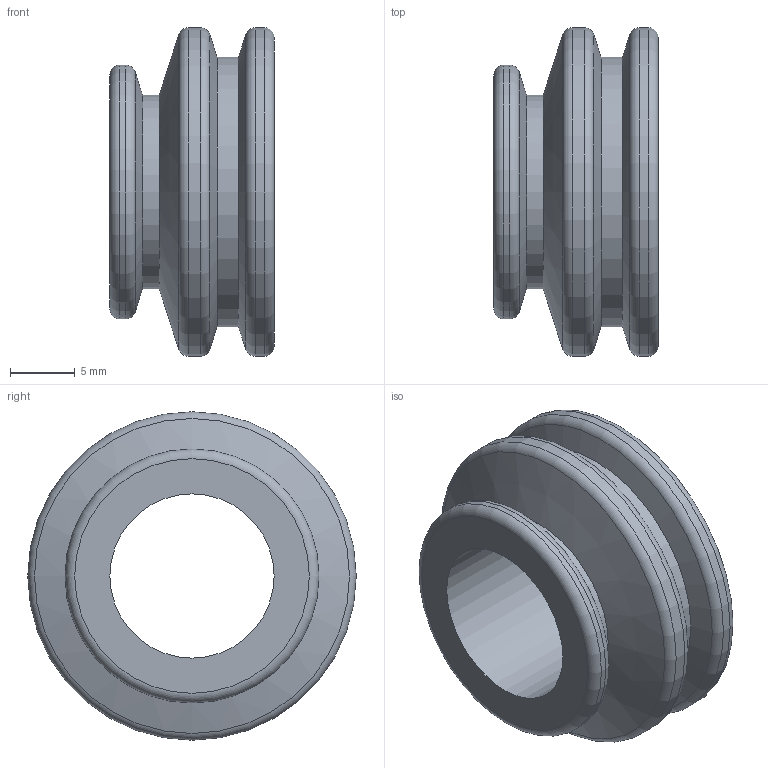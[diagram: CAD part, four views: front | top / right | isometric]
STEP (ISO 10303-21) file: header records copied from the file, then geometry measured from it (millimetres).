
FILE_DESCRIPTION(/* description */ (''),/* implementation_level */ '2;1');
FILE_NAME(/* name */ 'UCF Pulley Assembly.UpperPulleyAssembly.DoublePulleyAssembly.DoublePulley.step',/* time_stamp */ '2020-09-18T14:06:26-07:00',/* author */ (''),/* organization */ (''),/* preprocessor_version */ 'ST-DEVELOPER v18.1',/* originating_system */ 'Autodesk Translation Framework v9.3.0.1241',/* authorisation */ '');
FILE_SCHEMA (('AUTOMOTIVE_DESIGN { 1 0 10303 214 3 1 1 }'));
Length unit declared in the file: inch
Products named in the file (1): DoublePulley
Bounding box: 12.7 x 25.4 x 25.4 mm (x, y, z)
Volume: 3099.3 mm3; surface area: 2403.3 mm2
Topology: 1 solids, 1 shells, 18 faces, 44 edges, 28 vertices
Faces by surface type: torus 6, cylinder 6, cone 4, plane 2
Full cylindrical faces by diameter (mm): 12.7 x1, 14.986 x1, 19.643 x1, 20.828 x1, 25.4 x2
Entity records: 589 total; most frequent: DIRECTION 116, CARTESIAN_POINT 91, ORIENTED_EDGE 88, AXIS2_PLACEMENT_3D 53, EDGE_CURVE 44, CIRCLE 34, VERTEX_POINT 28, EDGE_LOOP 20
